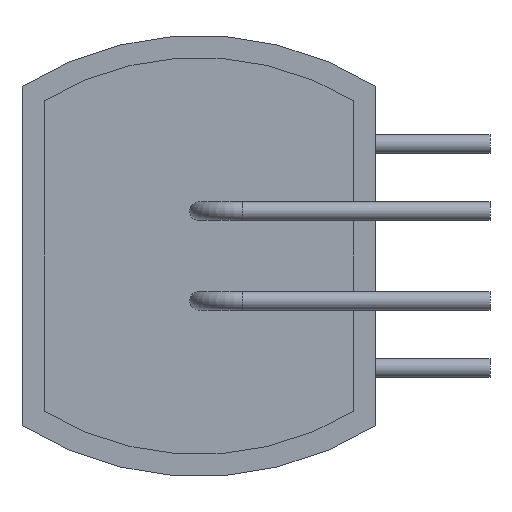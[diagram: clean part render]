
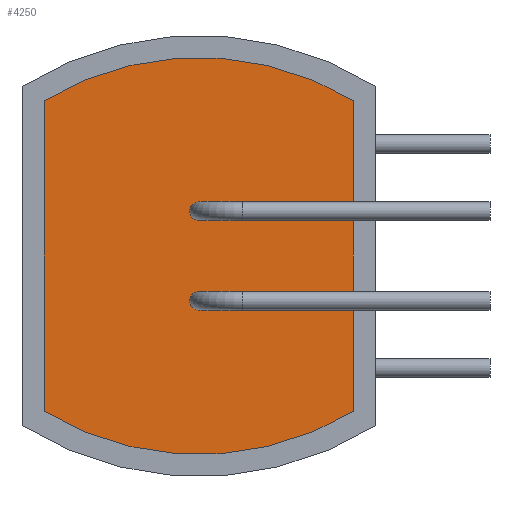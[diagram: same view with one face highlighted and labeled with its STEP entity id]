
A CAD part, front view. The second image highlights one B-rep face of the part: STEP entity #4250.
In plain terms, the highlighted planar face has unit normal (0, -1, 0).
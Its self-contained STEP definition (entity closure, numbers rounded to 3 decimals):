
#3932 = VERTEX_POINT('',#3933);
#3933 = CARTESIAN_POINT('',(3.5,-4.99,3.522));
#3939 = EDGE_CURVE('',#3932,#3940,#3942,.T.);
#3940 = VERTEX_POINT('',#3941);
#3941 = CARTESIAN_POINT('',(-3.5,-4.99,3.522));
#3942 = CIRCLE('',#3943,6.75);
#3943 = AXIS2_PLACEMENT_3D('',#3944,#3945,#3946);
#3944 = CARTESIAN_POINT('',(0.,-4.99,-2.25));
#3945 = DIRECTION('',(0.,-1.,0.));
#3946 = DIRECTION('',(1.,0.,0.));
#3964 = EDGE_CURVE('',#3940,#3965,#3967,.T.);
#3965 = VERTEX_POINT('',#3966);
#3966 = CARTESIAN_POINT('',(-3.5,-4.99,-3.522));
#3967 = LINE('',#3968,#3969);
#3968 = CARTESIAN_POINT('',(-3.5,-4.99,3.522));
#3969 = VECTOR('',#3970,1.);
#3970 = DIRECTION('',(0.,0.,-1.));
#3988 = EDGE_CURVE('',#3965,#3989,#3991,.T.);
#3989 = VERTEX_POINT('',#3990);
#3990 = CARTESIAN_POINT('',(3.5,-4.99,-3.522));
#3991 = CIRCLE('',#3992,6.75);
#3992 = AXIS2_PLACEMENT_3D('',#3993,#3994,#3995);
#3993 = CARTESIAN_POINT('',(0.,-4.99,2.25));
#3994 = DIRECTION('',(0.,-1.,0.));
#3995 = DIRECTION('',(1.,0.,0.));
#4013 = EDGE_CURVE('',#3932,#3989,#4014,.T.);
#4014 = LINE('',#4015,#4016);
#4015 = CARTESIAN_POINT('',(3.5,-4.99,3.522));
#4016 = VECTOR('',#4017,1.);
#4017 = DIRECTION('',(0.,0.,-1.));
#4250 = ADVANCED_FACE('',(#4251,#4257,#4268),#4279,.T.);
#4251 = FACE_BOUND('',#4252,.T.);
#4252 = EDGE_LOOP('',(#4253,#4254,#4255,#4256));
#4253 = ORIENTED_EDGE('',*,*,#3939,.T.);
#4254 = ORIENTED_EDGE('',*,*,#3964,.T.);
#4255 = ORIENTED_EDGE('',*,*,#3988,.T.);
#4256 = ORIENTED_EDGE('',*,*,#4013,.F.);
#4257 = FACE_BOUND('',#4258,.T.);
#4258 = EDGE_LOOP('',(#4259));
#4259 = ORIENTED_EDGE('',*,*,#4260,.F.);
#4260 = EDGE_CURVE('',#4261,#4261,#4263,.T.);
#4261 = VERTEX_POINT('',#4262);
#4262 = CARTESIAN_POINT('',(0.208,-4.99,1.018));
#4263 = CIRCLE('',#4264,0.208);
#4264 = AXIS2_PLACEMENT_3D('',#4265,#4266,#4267);
#4265 = CARTESIAN_POINT('',(0.,-4.99,1.018));
#4266 = DIRECTION('',(0.,-1.,0.));
#4267 = DIRECTION('',(1.,0.,0.));
#4268 = FACE_BOUND('',#4269,.T.);
#4269 = EDGE_LOOP('',(#4270));
#4270 = ORIENTED_EDGE('',*,*,#4271,.F.);
#4271 = EDGE_CURVE('',#4272,#4272,#4274,.T.);
#4272 = VERTEX_POINT('',#4273);
#4273 = CARTESIAN_POINT('',(0.208,-4.99,-1.018));
#4274 = CIRCLE('',#4275,0.208);
#4275 = AXIS2_PLACEMENT_3D('',#4276,#4277,#4278);
#4276 = CARTESIAN_POINT('',(0.,-4.99,-1.018));
#4277 = DIRECTION('',(0.,-1.,0.));
#4278 = DIRECTION('',(1.,0.,0.));
#4279 = PLANE('',#4280);
#4280 = AXIS2_PLACEMENT_3D('',#4281,#4282,#4283);
#4281 = CARTESIAN_POINT('',(0.,-4.99,0.
    ));
#4282 = DIRECTION('',(0.,-1.,0.));
#4283 = DIRECTION('',(0.,0.,-1.));
